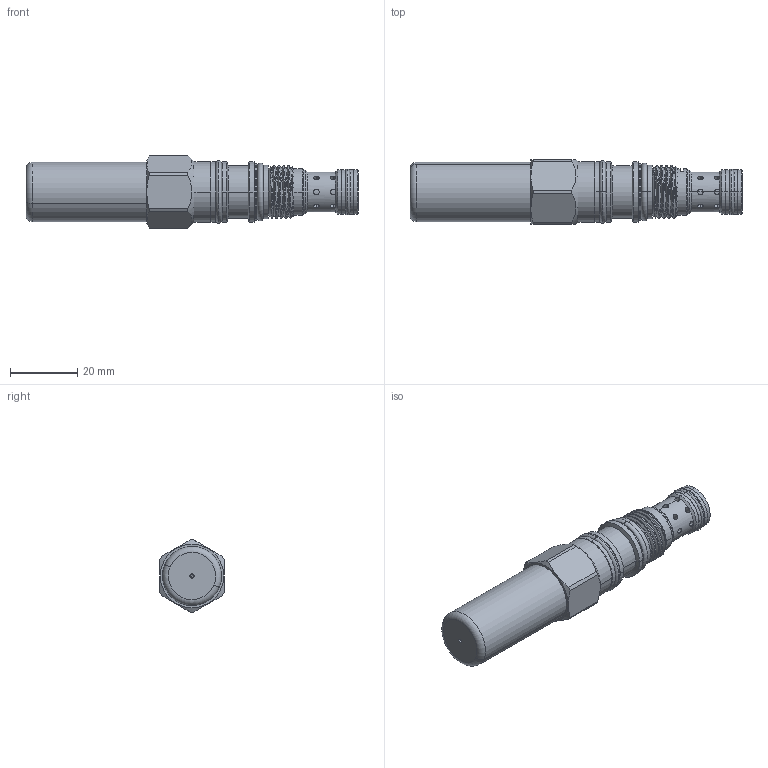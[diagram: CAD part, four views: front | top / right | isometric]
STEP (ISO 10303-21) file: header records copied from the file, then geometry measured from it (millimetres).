
FILE_DESCRIPTION (( 'STEP AP203' ), '1' );
FILE_NAME ('SQ163A30-C.STEP', '2020-03-25T02:36:45', ( '' ), ( '' ), 'SwSTEP 2.0', 'SolidWorks 2018', '' );
FILE_SCHEMA (( 'CONFIG_CONTROL_DESIGN' ));
Length unit declared in the file: millimetre
Products named in the file (1): SQ163A30-C
Bounding box: 98.5 x 19.05 x 21.4 mm (x, y, z)
Volume: 18268.6 mm3; surface area: 11635.2 mm2
Topology: 7 solids, 7 shells, 311 faces, 755 edges, 473 vertices
Faces by surface type: cylinder 182, plane 58, cone 44, torus 23, bspline 4
Entity records: 16721 total; most frequent: CARTESIAN_POINT 9675, ORIENTED_EDGE 1506, DIRECTION 1415, EDGE_CURVE 753, AXIS2_PLACEMENT_3D 579, VERTEX_POINT 473, EDGE_LOOP 342, FACE_OUTER_BOUND 311
